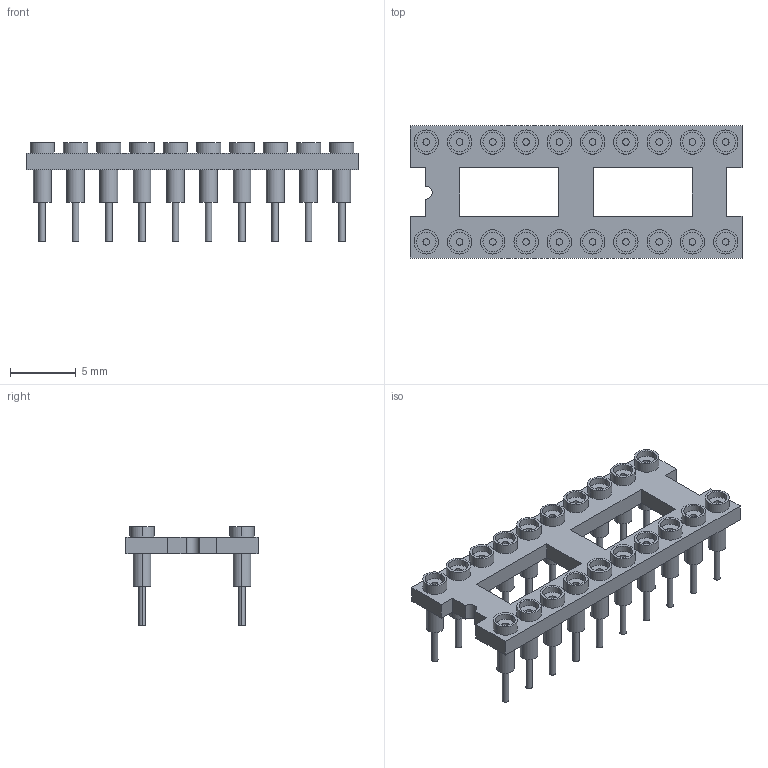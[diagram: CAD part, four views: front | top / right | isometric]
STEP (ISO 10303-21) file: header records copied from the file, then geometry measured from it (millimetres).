
FILE_DESCRIPTION((''),'2;1');
FILE_NAME('20 Pin IC Socket.stp','2008-01-03T18:09:33',('Owner'),(''),'Autodesk Inventor (R) 6.0','Autodesk Inventor (R) 6.0','');
FILE_SCHEMA(('AUTOMOTIVE_DESIGN { 1 0 10303 214 1 1 1 1 }'));
Length unit declared in the file: inch
Products named in the file (3): 20 Pin IC Socket; 20 Pin Socket Substrate; IC Socket Pin
Assembly tree (21 placements, depth 2):
  20 Pin IC Socket
    20 Pin Socket Substrate
    IC Socket Pin  x20
Bounding box: 25.34 x 10.08 x 7.55 mm (x, y, z)
Volume: 377.8 mm3; surface area: 1274.7 mm2
Topology: 21 solids, 21 shells, 364 faces, 746 edges, 464 vertices
Faces by surface type: bspline 140, cylinder 121, plane 103
Entity records: 1513 total; most frequent: CARTESIAN_POINT 333, DIRECTION 236, ORIENTED_EDGE 196, EDGE_CURVE 98, AXIS2_PLACEMENT_3D 80, VECTOR 76, LINE 76, VERTEX_POINT 65
